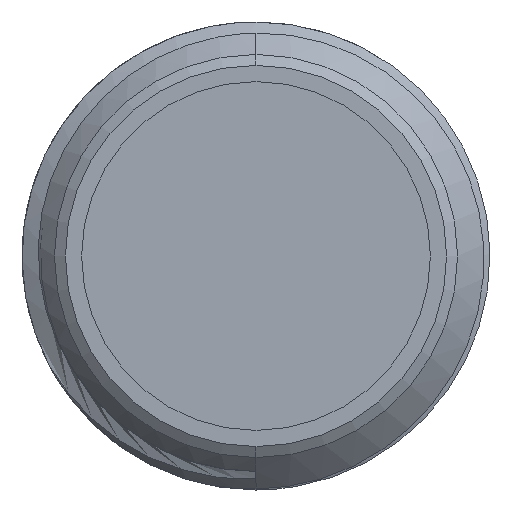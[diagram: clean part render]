
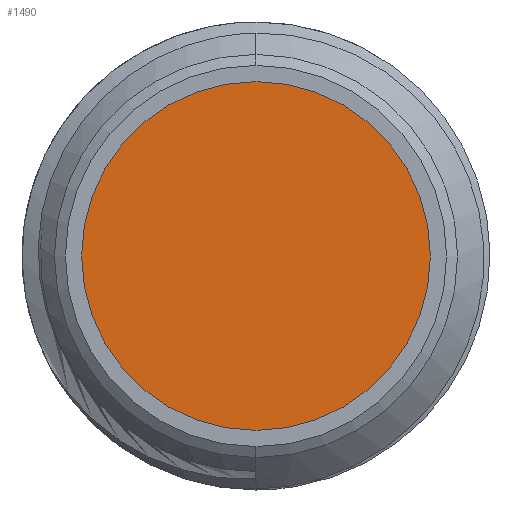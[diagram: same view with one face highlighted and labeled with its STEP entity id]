
A CAD part, left-side view. The second image highlights one B-rep face of the part: STEP entity #1490.
In plain terms, the highlighted planar face has unit normal (-1, 0, 0).
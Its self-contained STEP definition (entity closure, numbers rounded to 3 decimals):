
#87 = AXIS2_PLACEMENT_3D ( 'NONE', #909, #1235, #2959 ) ;
#206 = CARTESIAN_POINT ( 'NONE',  ( 1.95, 0., 0. ) ) ;
#536 = DIRECTION ( 'NONE',  ( -1., 0., 0. ) ) ;
#725 = CIRCLE ( 'NONE', #2923, 2.31 ) ;
#909 = CARTESIAN_POINT ( 'NONE',  ( 1.95, 0., 0. ) ) ;
#1169 = VERTEX_POINT ( 'NONE', #4173 ) ;
#1235 = DIRECTION ( 'NONE',  ( 1., 0., 0. ) ) ;
#1253 = DIRECTION ( 'NONE',  ( 0., 0., 1. ) ) ;
#1341 = EDGE_CURVE ( 'NONE', #1169, #1590, #3550, .T. ) ;
#1490 = ADVANCED_FACE ( 'NONE', ( #3245 ), #3560, .T. ) ;
#1590 = VERTEX_POINT ( 'NONE', #3678 ) ;
#2083 = ORIENTED_EDGE ( 'NONE', *, *, #1341, .F. ) ;
#2106 = EDGE_CURVE ( 'NONE', #1590, #1169, #725, .T. ) ;
#2255 = DIRECTION ( 'NONE',  ( 0., 0., -1. ) ) ;
#2339 = AXIS2_PLACEMENT_3D ( 'NONE', #3620, #536, #1253 ) ;
#2782 = EDGE_LOOP ( 'NONE', ( #2083, #3354 ) ) ;
#2923 = AXIS2_PLACEMENT_3D ( 'NONE', #206, #3861, #2255 ) ;
#2959 = DIRECTION ( 'NONE',  ( 0., 0., -1. ) ) ;
#3245 = FACE_OUTER_BOUND ( 'NONE', #2782, .T. ) ;
#3354 = ORIENTED_EDGE ( 'NONE', *, *, #2106, .F. ) ;
#3550 = CIRCLE ( 'NONE', #87, 2.31 ) ;
#3560 = PLANE ( 'NONE',  #2339 ) ;
#3620 = CARTESIAN_POINT ( 'NONE',  ( 1.95, 2.31, 0. ) ) ;
#3678 = CARTESIAN_POINT ( 'NONE',  ( 1.95, 0., 2.31 ) ) ;
#3861 = DIRECTION ( 'NONE',  ( 1., 0., 0. ) ) ;
#4173 = CARTESIAN_POINT ( 'NONE',  ( 1.95, 0., -2.31 ) ) ;
